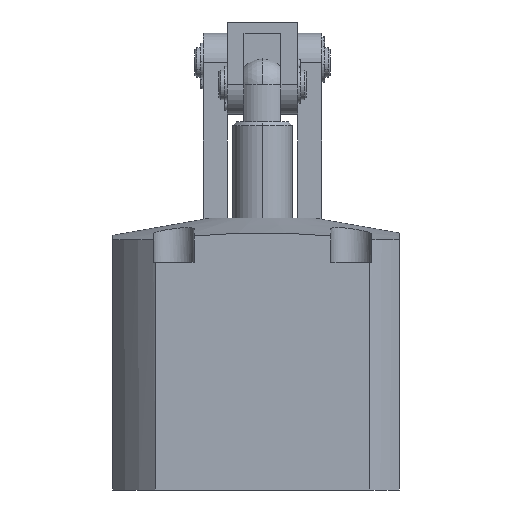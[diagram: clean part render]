
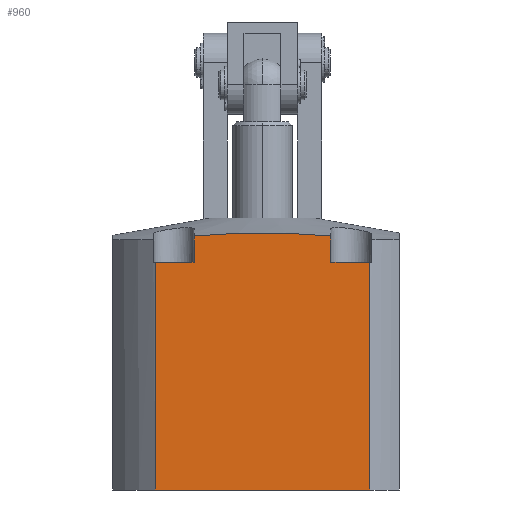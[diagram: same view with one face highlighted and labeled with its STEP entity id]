
A CAD part, front view. The second image highlights one B-rep face of the part: STEP entity #960.
In plain terms, the highlighted planar face has unit normal (0, -1, 0).
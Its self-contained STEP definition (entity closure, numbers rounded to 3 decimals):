
#291 = VERTEX_POINT ( 'NONE', #5920 ) ;
#303 = VERTEX_POINT ( 'NONE', #5908 ) ;
#387 = ORIENTED_EDGE ( 'NONE', *, *, #4096, .T. ) ;
#844 = B_SPLINE_CURVE_WITH_KNOTS ( 'NONE', 3,
 ( #2047, #2048, #2042, #2041, #2040, #2039, #2038, #2037, #2036 ),
 .UNSPECIFIED., .F., .F.,
 ( 4, 2, 1, 2, 4 ),
 ( 0.109, 0.119, 0.128, 0.137, 0.147 ),
 .UNSPECIFIED. ) ;
#960 = ADVANCED_FACE ( 'NONE', ( #7364 ), #2920, .F. ) ;
#2036 = CARTESIAN_POINT ( 'NONE',  ( -18.5, -37., 22.174 ) ) ;
#2037 = CARTESIAN_POINT ( 'NONE',  ( -15.417, -37., 22.418 ) ) ;
#2038 = CARTESIAN_POINT ( 'NONE',  ( -12.333, -37., 22.612 ) ) ;
#2039 = CARTESIAN_POINT ( 'NONE',  ( -6.166, -37., 22.876 ) ) ;
#2040 = CARTESIAN_POINT ( 'NONE',  ( 0., -37., 23.013 ) ) ;
#2041 = CARTESIAN_POINT ( 'NONE',  ( 6.167, -37., 22.876 ) ) ;
#2042 = CARTESIAN_POINT ( 'NONE',  ( 12.334, -37., 22.612 ) ) ;
#2047 = CARTESIAN_POINT ( 'NONE',  ( 18.5, -37., 22.174 ) ) ;
#2048 = CARTESIAN_POINT ( 'NONE',  ( 15.417, -37., 22.418 ) ) ;
#2122 = DIRECTION ( 'NONE',  ( 0., 0., -1. ) ) ;
#2123 = CARTESIAN_POINT ( 'NONE',  ( -28.983, -37., 27. ) ) ;
#2124 = DIRECTION ( 'NONE',  ( 1., 0., 0. ) ) ;
#2126 = DIRECTION ( 'NONE',  ( 0., 0., 1. ) ) ;
#2127 = DIRECTION ( 'NONE',  ( 0., 0., 1. ) ) ;
#2129 = CARTESIAN_POINT ( 'NONE',  ( -18.5, -37., 15. ) ) ;
#2130 = DIRECTION ( 'NONE',  ( 1., 0., 0. ) ) ;
#2131 = CARTESIAN_POINT ( 'NONE',  ( 0., -37., 15. ) ) ;
#2132 = DIRECTION ( 'NONE',  ( -1., 0., 0. ) ) ;
#2133 = CARTESIAN_POINT ( 'NONE',  ( 28.983, -37., -46.5 ) ) ;
#2134 = DIRECTION ( 'NONE',  ( 0., 0., -1. ) ) ;
#2135 = CARTESIAN_POINT ( 'NONE',  ( 0., -37., 15. ) ) ;
#2139 = CARTESIAN_POINT ( 'NONE',  ( 28.983, -37., 27. ) ) ;
#2140 = CARTESIAN_POINT ( 'NONE',  ( 18.5, -37., 15. ) ) ;
#2193 = ORIENTED_EDGE ( 'NONE', *, *, #4095, .F. ) ;
#2240 = ORIENTED_EDGE ( 'NONE', *, *, #4094, .T. ) ;
#2264 = VERTEX_POINT ( 'NONE', #9091 ) ;
#2266 = VERTEX_POINT ( 'NONE', #9076 ) ;
#2270 = VERTEX_POINT ( 'NONE', #9063 ) ;
#2280 = VERTEX_POINT ( 'NONE', #8988 ) ;
#2281 = VERTEX_POINT ( 'NONE', #8982 ) ;
#2285 = VERTEX_POINT ( 'NONE', #8951 ) ;
#2916 = DIRECTION ( 'NONE',  ( 0., 0., 1. ) ) ;
#2917 = DIRECTION ( 'NONE',  ( 0., 1., 0. ) ) ;
#2920 = PLANE ( 'NONE',  #4408 ) ;
#2930 = CARTESIAN_POINT ( 'NONE',  ( 0., -37., 27. ) ) ;
#4090 = EDGE_CURVE ( 'NONE', #303, #291, #5167, .T. ) ;
#4091 = EDGE_CURVE ( 'NONE', #291, #2281, #5184, .T. ) ;
#4092 = EDGE_CURVE ( 'NONE', #2280, #2285, #5186, .T. ) ;
#4093 = EDGE_CURVE ( 'NONE', #2285, #2266, #5188, .T. ) ;
#4094 = EDGE_CURVE ( 'NONE', #2270, #2264, #5182, .T. ) ;
#4095 = EDGE_CURVE ( 'NONE', #2270, #303, #5190, .T. ) ;
#4096 = EDGE_CURVE ( 'NONE', #2280, #2281, #5194, .T. ) ;
#4111 = EDGE_CURVE ( 'NONE', #2264, #2266, #844, .T. ) ;
#4408 = AXIS2_PLACEMENT_3D ( 'NONE', #2930, #2917, #2916 ) ;
#5167 = LINE ( 'NONE', #2139, #5185 ) ;
#5182 = LINE ( 'NONE', #2140, #5193 ) ;
#5184 = LINE ( 'NONE', #2133, #5187 ) ;
#5185 = VECTOR ( 'NONE', #2134, 1000. ) ;
#5186 = LINE ( 'NONE', #2131, #5189 ) ;
#5187 = VECTOR ( 'NONE', #2132, 1000. ) ;
#5188 = LINE ( 'NONE', #2129, #5191 ) ;
#5189 = VECTOR ( 'NONE', #2130, 1000. ) ;
#5190 = LINE ( 'NONE', #2135, #5195 ) ;
#5191 = VECTOR ( 'NONE', #2127, 1000. ) ;
#5193 = VECTOR ( 'NONE', #2126, 1000. ) ;
#5194 = LINE ( 'NONE', #2123, #5197 ) ;
#5195 = VECTOR ( 'NONE', #2124, 1000. ) ;
#5197 = VECTOR ( 'NONE', #2122, 1000. ) ;
#5908 = CARTESIAN_POINT ( 'NONE',  ( 28.983, -37., 15. ) ) ;
#5920 = CARTESIAN_POINT ( 'NONE',  ( 28.983, -37., -46.5 ) ) ;
#6049 = ORIENTED_EDGE ( 'NONE', *, *, #4090, .F. ) ;
#6159 = ORIENTED_EDGE ( 'NONE', *, *, #4093, .F. ) ;
#6200 = ORIENTED_EDGE ( 'NONE', *, *, #4092, .F. ) ;
#6214 = ORIENTED_EDGE ( 'NONE', *, *, #4091, .F. ) ;
#7364 = FACE_OUTER_BOUND ( 'NONE', #8489, .T. ) ;
#8489 = EDGE_LOOP ( 'NONE', ( #2193, #2240, #8876, #6159, #6200, #387, #6214, #6049 ) ) ;
#8876 = ORIENTED_EDGE ( 'NONE', *, *, #4111, .T. ) ;
#8951 = CARTESIAN_POINT ( 'NONE',  ( -18.5, -37., 15. ) ) ;
#8982 = CARTESIAN_POINT ( 'NONE',  ( -28.983, -37., -46.5 ) ) ;
#8988 = CARTESIAN_POINT ( 'NONE',  ( -28.983, -37., 15. ) ) ;
#9063 = CARTESIAN_POINT ( 'NONE',  ( 18.5, -37., 15. ) ) ;
#9076 = CARTESIAN_POINT ( 'NONE',  ( -18.5, -37., 22.174 ) ) ;
#9091 = CARTESIAN_POINT ( 'NONE',  ( 18.5, -37., 22.174 ) ) ;
